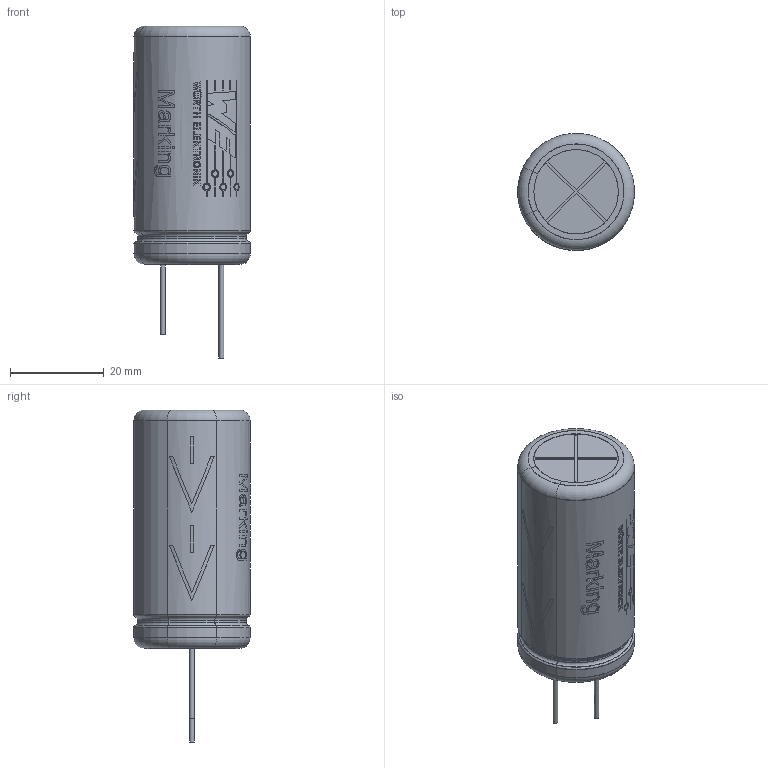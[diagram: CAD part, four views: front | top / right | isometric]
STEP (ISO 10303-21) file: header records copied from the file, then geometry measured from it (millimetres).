
FILE_DESCRIPTION(/* description */ ('Unknown'),/* implementation_level */ '2;1');
FILE_NAME(/* name */ '25x51x12,5x1',/* time_stamp */ '2021-09-07T10:36:14+02:00',/* author */ ('Unknown'),/* organization */ ('Unknown'),/* preprocessor_version */ 'ST-DEVELOPER v16.7',/* originating_system */ 'Unknown',/* authorisation */ ' ');
FILE_SCHEMA (('CONFIG_CONTROL_DESIGN'));
Length unit declared in the file: millimetre
Products named in the file (1): id2
Bounding box: 24.94 x 24.95 x 71.02 mm (x, y, z)
Volume: 24594.9 mm3; surface area: 14375.8 mm2
Topology: 2 solids, 3 shells, 517 faces, 1302 edges, 863 vertices
Faces by surface type: plane 279, bspline 127, cylinder 87, torus 24
Full cylindrical faces by diameter (mm): 1 x2, 2.778 x1, 3.472 x1, 5.556 x1, 6.25 x1, 9.722 x1, 10.417 x1, 13.889 x1, 14.583 x1, 16.667 x1, 17.361 x1, 18.056 x2, 20.487 x2, 23.063 x1, 23.083 x1, 24.78 x2, 24.8 x2
Entity records: 27279 total; most frequent: CARTESIAN_POINT 12017, ORIENTED_EDGE 2510, DIRECTION 2059, EDGE_CURVE 1255, VERTEX_POINT 859, AXIS2_PLACEMENT_3D 692, LINE 675, VECTOR 675
